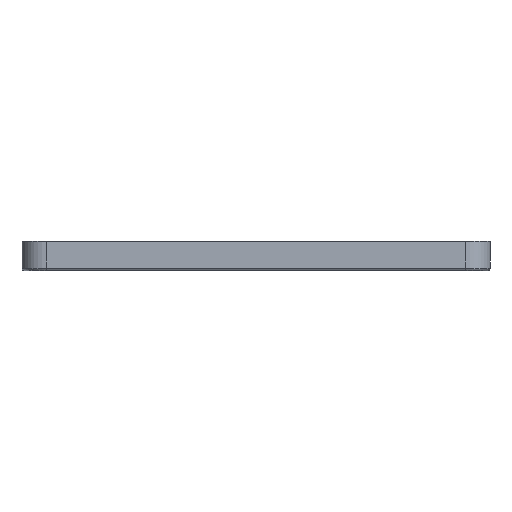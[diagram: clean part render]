
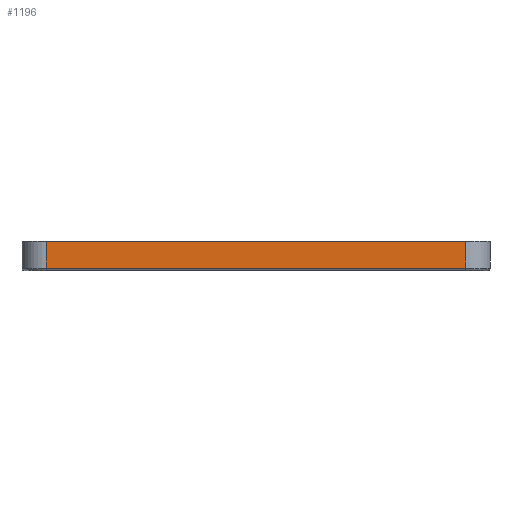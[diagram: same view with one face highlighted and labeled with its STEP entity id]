
A CAD part, left-side view. The second image highlights one B-rep face of the part: STEP entity #1196.
In plain terms, the highlighted planar face has unit normal (-1, 0, 0).
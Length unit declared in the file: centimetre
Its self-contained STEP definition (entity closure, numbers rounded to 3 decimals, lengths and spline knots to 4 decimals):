
#45=PLANE($,#1322);
#93=FACE_OUTER_BOUND($,#164,.T.);
#164=EDGE_LOOP($,(#1004,#1005,#1006,#1007));
#246=LINE($,#1898,#356);
#275=LINE($,#1986,#385);
#276=LINE($,#1990,#386);
#286=LINE($,#2018,#396);
#356=VECTOR($,#1506,6.85);
#385=VECTOR($,#1589,0.44);
#386=VECTOR($,#1594,6.85);
#396=VECTOR($,#1632,0.44);
#554=VERTEX_POINT($,#1895);
#555=VERTEX_POINT($,#1897);
#587=VERTEX_POINT($,#1982);
#588=VERTEX_POINT($,#1988);
#684=EDGE_CURVE($,#554,#555,#246,.T.);
#730=EDGE_CURVE($,#587,#554,#275,.T.);
#732=EDGE_CURVE($,#588,#587,#276,.T.);
#747=EDGE_CURVE($,#588,#555,#286,.T.);
#1004=ORIENTED_EDGE($,*,*,#730,.F.);
#1005=ORIENTED_EDGE($,*,*,#732,.F.);
#1006=ORIENTED_EDGE($,*,*,#747,.T.);
#1007=ORIENTED_EDGE($,*,*,#684,.F.);
#1196=ADVANCED_FACE($,(#93),#45,.F.);
#1322=AXIS2_PLACEMENT_3D($,#2017,#1630,#1631);
#1506=DIRECTION($,(0.,-1.,0.));
#1589=DIRECTION($,(0.,0.,1.));
#1594=DIRECTION($,(0.,1.,0.));
#1630=DIRECTION('center_axis',(1.,0.,0.));
#1631=DIRECTION('ref_axis',(0.,0.,1.));
#1632=DIRECTION($,(0.,0.,1.));
#1895=CARTESIAN_POINT('',(-5.255,13.46,0.71));
#1897=CARTESIAN_POINT('',(-5.255,6.61,0.71));
#1898=CARTESIAN_POINT($,(-5.255,8.3,0.71));
#1982=CARTESIAN_POINT('',(-5.255,13.46,0.27));
#1986=CARTESIAN_POINT($,(-5.255,13.46,0.315));
#1988=CARTESIAN_POINT('',(-5.255,6.61,0.27));
#1990=CARTESIAN_POINT($,(-5.255,11.35,0.27));
#2017=CARTESIAN_POINT('Origin',(-5.255,10.,0.315));
#2018=CARTESIAN_POINT($,(-5.255,6.61,0.315));
